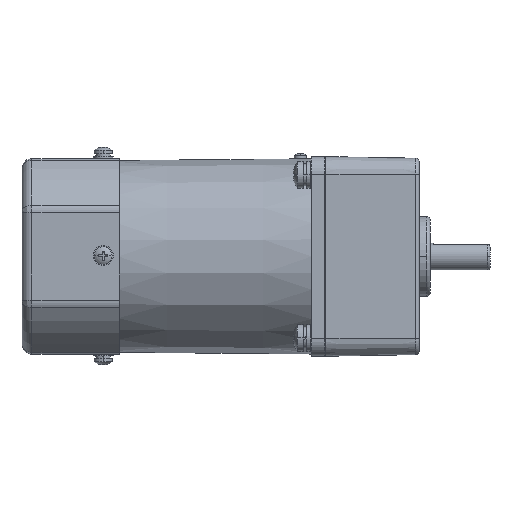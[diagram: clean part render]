
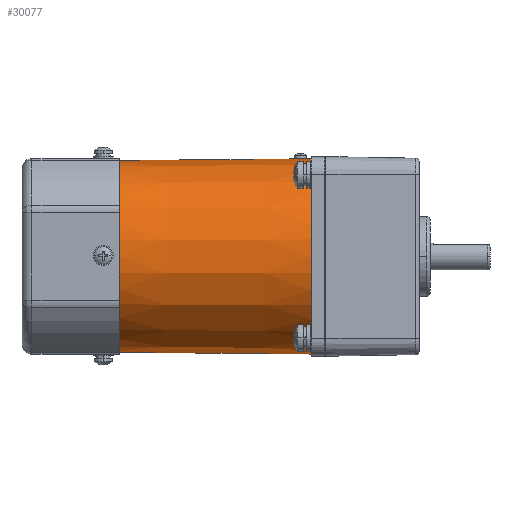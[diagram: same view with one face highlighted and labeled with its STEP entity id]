
A CAD part, front view. The second image highlights one B-rep face of the part: STEP entity #30077.
In plain terms, the highlighted conical face has half-angle 0.503 degrees and reference radius 43.236 mm.
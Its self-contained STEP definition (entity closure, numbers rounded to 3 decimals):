
#28 = EDGE_LOOP ( 'NONE', ( #36016, #1536, #1651, #11595, #14642 ) ) ;
#1536 = ORIENTED_EDGE ( 'NONE', *, *, #26074, .F. ) ;
#1651 = ORIENTED_EDGE ( 'NONE', *, *, #10712, .T. ) ;
#1950 = CARTESIAN_POINT ( 'NONE',  ( -2380.797, -775.157, 0. ) ) ;
#2159 = AXIS2_PLACEMENT_3D ( 'NONE', #32233, #4067, #16612 ) ;
#3942 = DIRECTION ( 'NONE',  ( 1., 0., 0.009 ) ) ;
#4067 = DIRECTION ( 'NONE',  ( -1., 0., 0. ) ) ;
#5457 = CARTESIAN_POINT ( 'NONE',  ( 2545.293, -775.157, 0. ) ) ;
#6259 = CARTESIAN_POINT ( 'NONE',  ( 2632.292, -775.157, 44. ) ) ;
#8105 = CARTESIAN_POINT ( 'NONE',  ( 2545.293, -775.157, 43.236 ) ) ;
#9033 = CIRCLE ( 'NONE', #32017, 43.236 ) ;
#9111 = LINE ( 'NONE', #21657, #37989 ) ;
#9538 = DIRECTION ( 'NONE',  ( 0., 0., -1. ) ) ;
#9562 = VERTEX_POINT ( 'NONE', #12960 ) ;
#10712 = EDGE_CURVE ( 'NONE', #9562, #34587, #9111, .T. ) ;
#11477 = EDGE_CURVE ( 'NONE', #16819, #11681, #30103, .T. ) ;
#11595 = ORIENTED_EDGE ( 'NONE', *, *, #21368, .T. ) ;
#11681 = VERTEX_POINT ( 'NONE', #38115 ) ;
#12637 = FACE_OUTER_BOUND ( 'NONE', #28, .T. ) ;
#12960 = CARTESIAN_POINT ( 'NONE',  ( 2545.293, -775.157, -43.236 ) ) ;
#13160 = VERTEX_POINT ( 'NONE', #8105 ) ;
#14071 = CONICAL_SURFACE ( 'NONE', #37046, 43.236, 0.009 ) ;
#14489 = DIRECTION ( 'NONE',  ( -1., 0., -0.009 ) ) ;
#14642 = ORIENTED_EDGE ( 'NONE', *, *, #11477, .T. ) ;
#16612 = DIRECTION ( 'NONE',  ( 0., 0., -1. ) ) ;
#16819 = VERTEX_POINT ( 'NONE', #6259 ) ;
#18004 = DIRECTION ( 'NONE',  ( -1., 0., 0. ) ) ;
#19554 = LINE ( 'NONE', #32106, #35858 ) ;
#19870 = CIRCLE ( 'NONE', #2159, 44. ) ;
#20954 = CARTESIAN_POINT ( 'NONE',  ( 2632.292, -775.157, -44. ) ) ;
#21368 = EDGE_CURVE ( 'NONE', #34587, #16819, #19870, .T. ) ;
#21657 = CARTESIAN_POINT ( 'NONE',  ( 2545.293, -775.157, -43.236 ) ) ;
#24112 = VECTOR ( 'NONE', #14489, 1000. ) ;
#25164 = CARTESIAN_POINT ( 'NONE',  ( 2545.293, -775.157, 0. ) ) ;
#26074 = EDGE_CURVE ( 'NONE', #9562, #13160, #9033, .T. ) ;
#30077 = ADVANCED_FACE ( 'NONE', ( #12637 ), #14071, .T. ) ;
#30103 = LINE ( 'NONE', #1950, #24112 ) ;
#30537 = DIRECTION ( 'NONE',  ( 0., 0., 1. ) ) ;
#32017 = AXIS2_PLACEMENT_3D ( 'NONE', #5457, #18004, #30537 ) ;
#32106 = CARTESIAN_POINT ( 'NONE',  ( 2545.293, -775.157, 43.236 ) ) ;
#32233 = CARTESIAN_POINT ( 'NONE',  ( 2632.292, -775.157, 0. ) ) ;
#34208 = DIRECTION ( 'NONE',  ( 1., 0., -0.009 ) ) ;
#34587 = VERTEX_POINT ( 'NONE', #20954 ) ;
#35858 = VECTOR ( 'NONE', #3942, 1000. ) ;
#36016 = ORIENTED_EDGE ( 'NONE', *, *, #39765, .F. ) ;
#37046 = AXIS2_PLACEMENT_3D ( 'NONE', #25164, #37744, #9538 ) ;
#37744 = DIRECTION ( 'NONE',  ( 1., 0., 0. ) ) ;
#37989 = VECTOR ( 'NONE', #34208, 1000. ) ;
#38115 = CARTESIAN_POINT ( 'NONE',  ( 2622.292, -775.157, 43.912 ) ) ;
#39765 = EDGE_CURVE ( 'NONE', #13160, #11681, #19554, .T. ) ;
